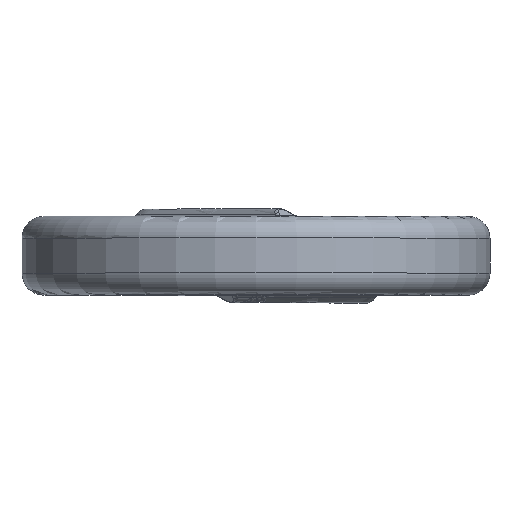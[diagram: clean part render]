
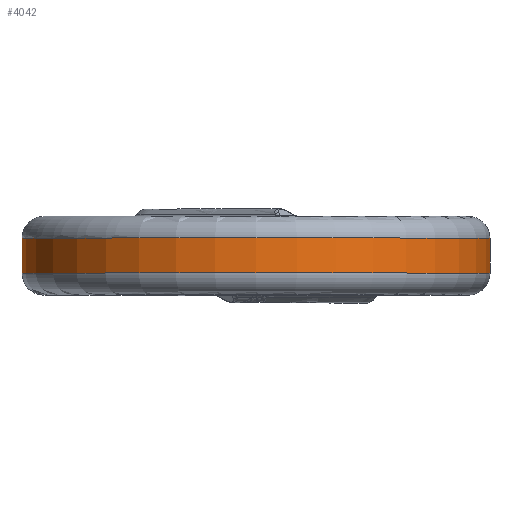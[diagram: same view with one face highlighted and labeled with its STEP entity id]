
A CAD part, top view. The second image highlights one B-rep face of the part: STEP entity #4042.
In plain terms, the highlighted cylindrical face has radius 10.7 mm (diameter 21.4 mm), a full revolution.
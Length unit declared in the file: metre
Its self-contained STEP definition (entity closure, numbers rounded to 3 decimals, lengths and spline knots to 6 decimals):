
#563=CYLINDRICAL_SURFACE('',#4237,0.0107);
#589=CIRCLE('',#4224,0.0107);
#596=CIRCLE('',#4238,0.0107);
#700=ORIENTED_EDGE('',*,*,#1506,.F.);
#701=ORIENTED_EDGE('',*,*,#1518,.F.);
#1506=EDGE_CURVE('',#1927,#1927,#589,.T.);
#1518=EDGE_CURVE('',#1932,#1932,#596,.T.);
#1927=VERTEX_POINT('',#5467);
#1932=VERTEX_POINT('',#6173);
#2383=EDGE_LOOP('',(#700));
#2384=EDGE_LOOP('',(#701));
#2582=FACE_BOUND('',#2383,.T.);
#2583=FACE_BOUND('',#2384,.T.);
#4042=ADVANCED_FACE('',(#2582,#2583),#563,.T.);
#4224=AXIS2_PLACEMENT_3D('',#5466,#4404,#4405);
#4237=AXIS2_PLACEMENT_3D('',#6171,#4430,#4431);
#4238=AXIS2_PLACEMENT_3D('',#6172,#4432,#4433);
#4404=DIRECTION('',(0.,1.,0.));
#4405=DIRECTION('',(1.,0.,0.));
#4430=DIRECTION('',(0.,-1.,0.));
#4431=DIRECTION('',(0.,0.,1.));
#4432=DIRECTION('',(0.,-1.,0.));
#4433=DIRECTION('',(0.,0.,-1.));
#5466=CARTESIAN_POINT('',(0.,0.0009,0.));
#5467=CARTESIAN_POINT('',(0.0107,0.0009,0.));
#6171=CARTESIAN_POINT('',(0.,-0.0007,0.));
#6172=CARTESIAN_POINT('',(0.,-0.0007,0.));
#6173=CARTESIAN_POINT('',(0.,-0.0007,-0.0107));
